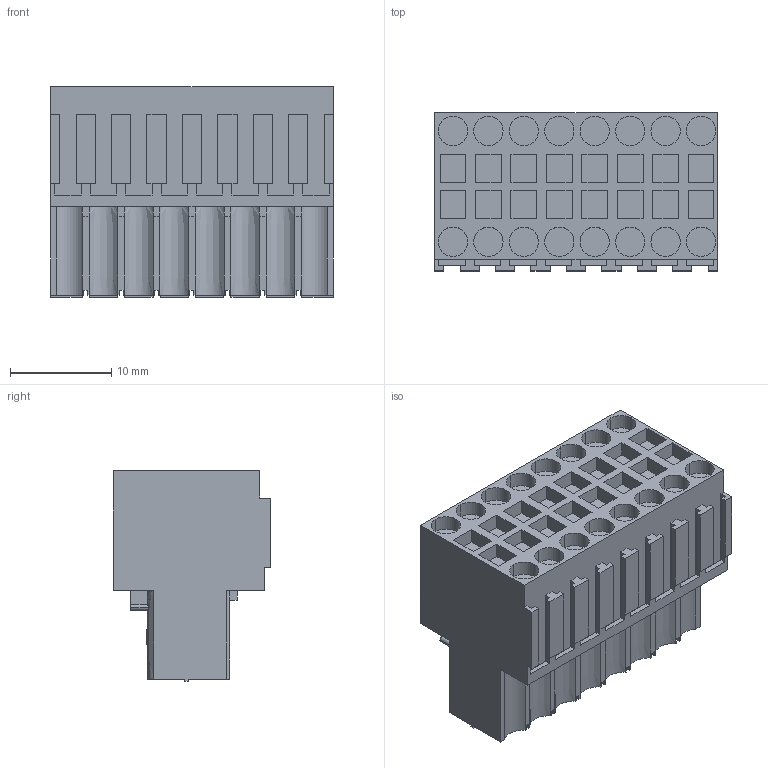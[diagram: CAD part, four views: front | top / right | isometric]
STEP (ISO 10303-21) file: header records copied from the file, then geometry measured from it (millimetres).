
FILE_DESCRIPTION(('CATIA V5 STEP Exchange','CAx-IF Rec.Pracs.--- Model Styling and Organization---1.2---2011-12-15'),'2;1');
FILE_NAME ('D1459960_0_1944640000_1944640000.stp','2017-04-20T09:38:25+00:00',('none'),('Weidmueller'),'CATIA Version 5-6 Release 2014','CATIA V5 STEP AP214','none');
FILE_SCHEMA(('AUTOMOTIVE_DESIGN { 1 0 10303 214 1 1 1 1 }'));
Length unit declared in the file: millimetre
Products named in the file (1): 1944640000
Bounding box: 27.9 x 15.6 x 20.8 mm (x, y, z)
Volume: 6311.2 mm3; surface area: 3690.9 mm2
Topology: 1 solids, 1 shells, 624 faces, 1736 edges, 1176 vertices
Faces by surface type: plane 544, cylinder 66, extrusion 14
Entity records: 18633 total; most frequent: CARTESIAN_POINT 3701, ORIENTED_EDGE 3472, DIRECTION 2398, EDGE_CURVE 1736, VECTOR 1558, LINE 1544, VERTEX_POINT 1176, EDGE_LOOP 686
